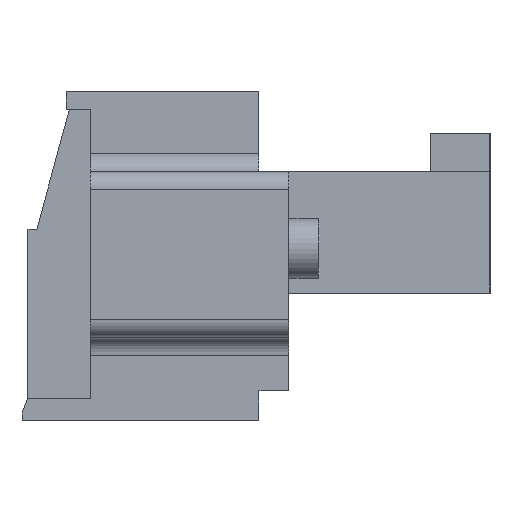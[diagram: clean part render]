
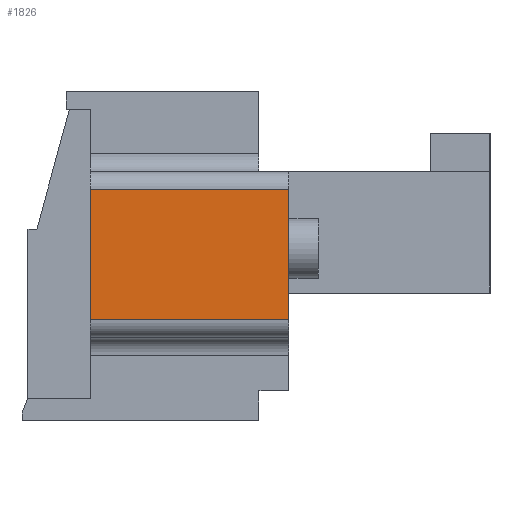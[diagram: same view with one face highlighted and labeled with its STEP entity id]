
A CAD part, left-side view. The second image highlights one B-rep face of the part: STEP entity #1826.
In plain terms, the highlighted planar face has unit normal (-1, 0, 0).
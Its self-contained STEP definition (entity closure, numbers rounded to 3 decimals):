
#1826 = ADVANCED_FACE( '', ( #3753 ), #3754, .F. );
#3753 = FACE_OUTER_BOUND( '', #5836, .T. );
#3754 = PLANE( '', #5837 );
#5836 = EDGE_LOOP( '', ( #10518, #10519, #10520, #10521 ) );
#5837 = AXIS2_PLACEMENT_3D( '', #10522, #10523, #10524 );
#10518 = ORIENTED_EDGE( '', *, *, #13060, .F. );
#10519 = ORIENTED_EDGE( '', *, *, #14129, .T. );
#10520 = ORIENTED_EDGE( '', *, *, #14148, .F. );
#10521 = ORIENTED_EDGE( '', *, *, #14261, .T. );
#10522 = CARTESIAN_POINT( '', ( -17.45, 0., 0. ) );
#10523 = DIRECTION( '', ( 1., 0., 0. ) );
#10524 = DIRECTION( '', ( 0., 0., -1. ) );
#13060 = EDGE_CURVE( '', #15902, #15904, #15905, .T. );
#14129 = EDGE_CURVE( '', #15902, #17453, #17455, .F. );
#14148 = EDGE_CURVE( '', #17481, #17453, #17482, .T. );
#14261 = EDGE_CURVE( '', #17481, #15904, #17628, .F. );
#15902 = VERTEX_POINT( '', #19884 );
#15904 = VERTEX_POINT( '', #19886 );
#15905 = LINE( '', #19887, #19888 );
#17453 = VERTEX_POINT( '', #22236 );
#17455 = LINE( '', #22238, #22239 );
#17481 = VERTEX_POINT( '', #22275 );
#17482 = LINE( '', #22276, #22277 );
#17628 = LINE( '', #22479, #22480 );
#19884 = CARTESIAN_POINT( '', ( -17.45, -5., 2.175 ) );
#19886 = CARTESIAN_POINT( '', ( -17.45, -5., -2.225 ) );
#19887 = CARTESIAN_POINT( '', ( -17.45, -5., 2.775 ) );
#19888 = VECTOR( '', #23774, 1000. );
#22236 = CARTESIAN_POINT( '', ( -17.45, 1.7, 2.175 ) );
#22238 = CARTESIAN_POINT( '', ( -17.45, 1.7, 2.175 ) );
#22239 = VECTOR( '', #24725, 1000. );
#22275 = CARTESIAN_POINT( '', ( -17.45, 1.7, -2.225 ) );
#22276 = CARTESIAN_POINT( '', ( -17.45, 1.7, -2.825 ) );
#22277 = VECTOR( '', #24739, 1000. );
#22479 = CARTESIAN_POINT( '', ( -17.45, -5., -2.225 ) );
#22480 = VECTOR( '', #24847, 1000. );
#23774 = DIRECTION( '', ( 0., 0., -1. ) );
#24725 = DIRECTION( '', ( 0., -1., 0. ) );
#24739 = DIRECTION( '', ( 0., 0., 1. ) );
#24847 = DIRECTION( '', ( 0., 1., 0. ) );
